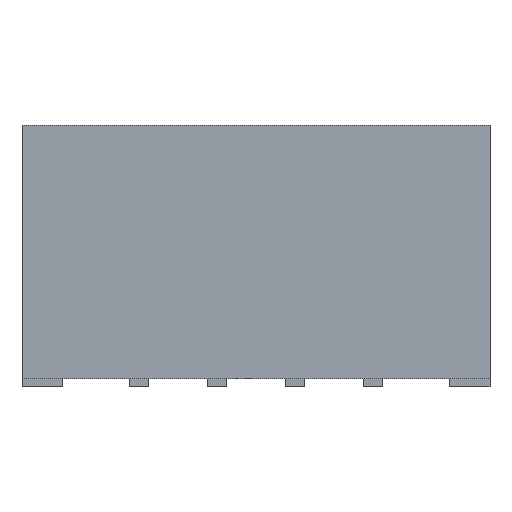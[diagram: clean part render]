
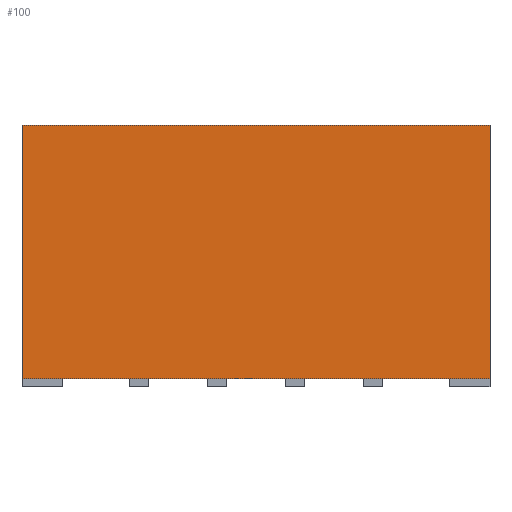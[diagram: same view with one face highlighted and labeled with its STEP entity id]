
A CAD part, front view. The second image highlights one B-rep face of the part: STEP entity #100.
In plain terms, the highlighted planar face has unit normal (0, -1, 0).
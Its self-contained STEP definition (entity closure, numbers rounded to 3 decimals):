
#100=ADVANCED_FACE('',(#290),#195,.F.);
#195=PLANE('',#1745);
#290=FACE_OUTER_BOUND('',#384,.T.);
#384=EDGE_LOOP('',(#507,#508,#509,#510));
#507=ORIENTED_EDGE('',*,*,#1091,.T.);
#508=ORIENTED_EDGE('',*,*,#1092,.F.);
#509=ORIENTED_EDGE('',*,*,#1093,.F.);
#510=ORIENTED_EDGE('',*,*,#1088,.T.);
#936=VERTEX_POINT('',#2298);
#937=VERTEX_POINT('',#2300);
#939=VERTEX_POINT('',#2306);
#940=VERTEX_POINT('',#2308);
#1088=EDGE_CURVE('',#937,#936,#1312,.T.);
#1091=EDGE_CURVE('',#936,#939,#1315,.T.);
#1092=EDGE_CURVE('',#940,#939,#1316,.T.);
#1093=EDGE_CURVE('',#937,#940,#1317,.T.);
#1312=LINE('',#2299,#1536);
#1315=LINE('',#2305,#1539);
#1316=LINE('',#2307,#1540);
#1317=LINE('',#2309,#1541);
#1536=VECTOR('',#1874,1.);
#1539=VECTOR('',#1879,1.);
#1540=VECTOR('',#1880,1.);
#1541=VECTOR('',#1881,1.);
#1745=AXIS2_PLACEMENT_3D('',#2310,#1882,#1883);
#1874=DIRECTION('',(0.,0.,-1.));
#1879=DIRECTION('',(1.,0.,0.));
#1880=DIRECTION('',(0.,0.,-1.));
#1881=DIRECTION('',(1.,0.,0.));
#1882=DIRECTION('',(0.,1.,0.));
#1883=DIRECTION('',(-1.,0.,0.));
#2298=CARTESIAN_POINT('',(-6.,-2.7,0.2));
#2299=CARTESIAN_POINT('',(-6.,-2.7,6.7));
#2300=CARTESIAN_POINT('',(-6.,-2.7,6.7));
#2305=CARTESIAN_POINT('',(-6.,-2.7,0.2));
#2306=CARTESIAN_POINT('',(6.,-2.7,0.2));
#2307=CARTESIAN_POINT('',(6.,-2.7,6.7));
#2308=CARTESIAN_POINT('',(6.,-2.7,6.7));
#2309=CARTESIAN_POINT('',(-6.,-2.7,6.7));
#2310=CARTESIAN_POINT('',(-6.,-2.7,6.7));
